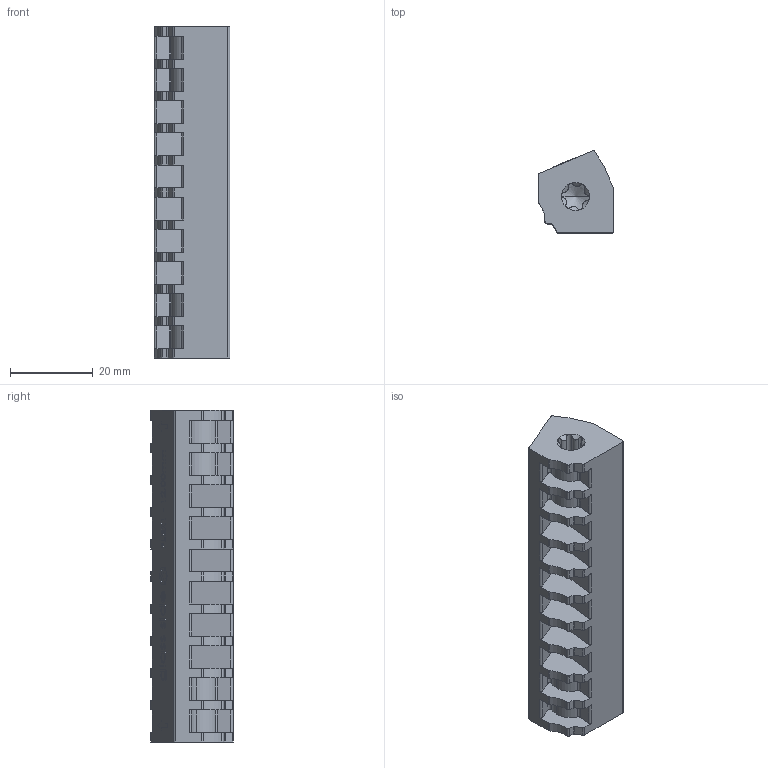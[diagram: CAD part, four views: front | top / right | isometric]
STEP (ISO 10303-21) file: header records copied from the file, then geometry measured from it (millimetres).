
FILE_DESCRIPTION (( 'STEP AP214' ), '1' );
FILE_NAME ('A19_FLEX1-012.P4.STEP', '2023-03-10T09:57:58', ( '' ), ( '' ), 'SwSTEP 2.0', 'SolidWorks 2019', '' );
FILE_SCHEMA (( 'AUTOMOTIVE_DESIGN' ));
Length unit declared in the file: millimetre
Products named in the file (1): A19_FLEX1-012.P4
Bounding box: 18.27 x 19.78 x 80 mm (x, y, z)
Volume: 15129.4 mm3; surface area: 9630.1 mm2
Topology: 1 solids, 1 shells, 706 faces, 1998 edges, 1326 vertices
Faces by surface type: plane 319, cylinder 222, bspline 147, cone 18
Entity records: 30223 total; most frequent: CARTESIAN_POINT 12334, ORIENTED_EDGE 3988, DIRECTION 3120, EDGE_CURVE 1994, VERTEX_POINT 1326, VECTOR 1220, LINE 1220, AXIS2_PLACEMENT_3D 950
